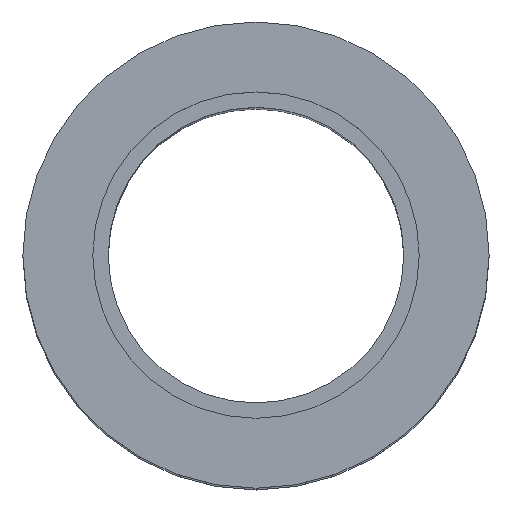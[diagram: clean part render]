
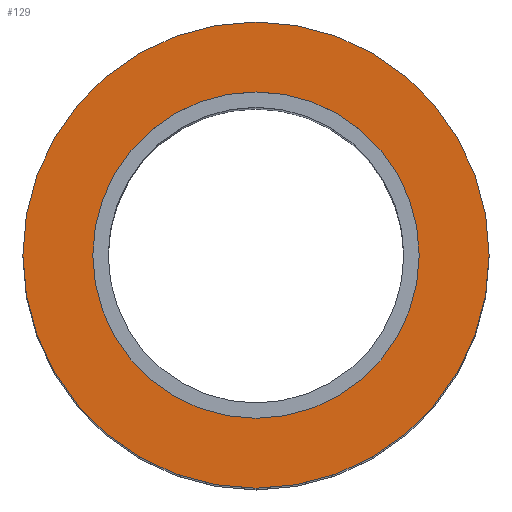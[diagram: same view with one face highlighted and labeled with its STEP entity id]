
A CAD part, top view. The second image highlights one B-rep face of the part: STEP entity #129.
In plain terms, the highlighted face is planar.
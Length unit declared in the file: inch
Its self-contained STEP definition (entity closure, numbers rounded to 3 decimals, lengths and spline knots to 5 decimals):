
#17 = DIRECTION ( 'NONE',  ( 0., 1., 0. ) ) ;
#20 = CARTESIAN_POINT ( 'NONE',  ( 0., 0., 0. ) ) ;
#52 = CARTESIAN_POINT ( 'NONE',  ( 0., 0., 0. ) ) ;
#54 = EDGE_CURVE ( 'NONE', #659, #729, #245, .T. ) ;
#65 = DIRECTION ( 'NONE',  ( 0., 0., -1. ) ) ;
#86 = AXIS2_PLACEMENT_3D ( 'NONE', #52, #593, #371 ) ;
#122 = CARTESIAN_POINT ( 'NONE',  ( 1.0325, 0., 0. ) ) ;
#123 = EDGE_LOOP ( 'NONE', ( #540, #469 ) ) ;
#125 = CARTESIAN_POINT ( 'NONE',  ( 0., 0., -1.0325 ) ) ;
#129 = ADVANCED_FACE ( 'NONE', ( #236, #482 ), #605, .F. ) ;
#148 = ORIENTED_EDGE ( 'NONE', *, *, #328, .F. ) ;
#162 = EDGE_CURVE ( 'NONE', #198, #640, #316, .T. ) ;
#175 = CIRCLE ( 'NONE', #444, 1.475 ) ;
#198 = VERTEX_POINT ( 'NONE', #125 ) ;
#225 = EDGE_LOOP ( 'NONE', ( #148, #759 ) ) ;
#236 = FACE_BOUND ( 'NONE', #225, .T. ) ;
#245 = CIRCLE ( 'NONE', #574, 1.475 ) ;
#253 = DIRECTION ( 'NONE',  ( 0., 0., 1. ) ) ;
#283 = DIRECTION ( 'NONE',  ( 0., 0., 1. ) ) ;
#316 = CIRCLE ( 'NONE', #86, 1.0325 ) ;
#328 = EDGE_CURVE ( 'NONE', #640, #198, #515, .T. ) ;
#341 = EDGE_CURVE ( 'NONE', #729, #659, #175, .T. ) ;
#354 = AXIS2_PLACEMENT_3D ( 'NONE', #20, #502, #253 ) ;
#366 = DIRECTION ( 'NONE',  ( 0., -1., 0. ) ) ;
#371 = DIRECTION ( 'NONE',  ( 0., 0., 1. ) ) ;
#414 = CARTESIAN_POINT ( 'NONE',  ( 0., 0., 0. ) ) ;
#444 = AXIS2_PLACEMENT_3D ( 'NONE', #505, #17, #613 ) ;
#469 = ORIENTED_EDGE ( 'NONE', *, *, #341, .T. ) ;
#482 = FACE_OUTER_BOUND ( 'NONE', #123, .T. ) ;
#502 = DIRECTION ( 'NONE',  ( 0., 1., 0. ) ) ;
#505 = CARTESIAN_POINT ( 'NONE',  ( 0., 0., 0. ) ) ;
#515 = CIRCLE ( 'NONE', #354, 1.0325 ) ;
#540 = ORIENTED_EDGE ( 'NONE', *, *, #54, .T. ) ;
#574 = AXIS2_PLACEMENT_3D ( 'NONE', #414, #577, #283 ) ;
#577 = DIRECTION ( 'NONE',  ( 0., 1., 0. ) ) ;
#586 = CARTESIAN_POINT ( 'NONE',  ( 0., 0., 1.0325 ) ) ;
#593 = DIRECTION ( 'NONE',  ( 0., 1., 0. ) ) ;
#595 = CARTESIAN_POINT ( 'NONE',  ( 0., 0., 1.475 ) ) ;
#603 = AXIS2_PLACEMENT_3D ( 'NONE', #122, #366, #65 ) ;
#605 = PLANE ( 'NONE',  #603 ) ;
#613 = DIRECTION ( 'NONE',  ( 0., 0., 1. ) ) ;
#638 = CARTESIAN_POINT ( 'NONE',  ( 0., 0., -1.475 ) ) ;
#640 = VERTEX_POINT ( 'NONE', #586 ) ;
#659 = VERTEX_POINT ( 'NONE', #595 ) ;
#729 = VERTEX_POINT ( 'NONE', #638 ) ;
#759 = ORIENTED_EDGE ( 'NONE', *, *, #162, .F. ) ;
